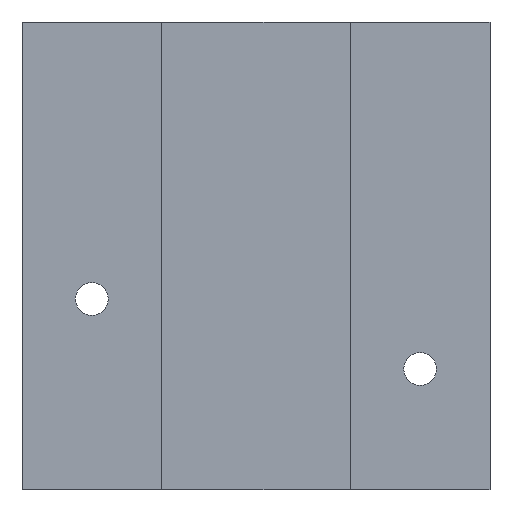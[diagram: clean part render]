
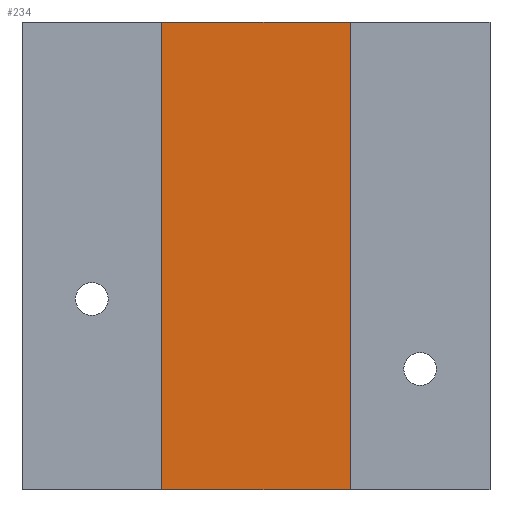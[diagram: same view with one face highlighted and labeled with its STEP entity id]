
A CAD part, left-side view. The second image highlights one B-rep face of the part: STEP entity #234.
In plain terms, the highlighted planar face has unit normal (-1, 0, 0).
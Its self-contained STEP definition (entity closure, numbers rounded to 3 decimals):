
#34=FACE_OUTER_BOUND('',#50,.T.);
#50=EDGE_LOOP('',(#203,#204,#205,#206));
#55=LINE('',#335,#81);
#69=LINE('',#367,#95);
#77=LINE('',#386,#103);
#78=LINE('',#387,#104);
#81=VECTOR('',#273,10.);
#95=VECTOR('',#295,10.);
#103=VECTOR('',#321,10.);
#104=VECTOR('',#322,10.);
#107=VERTEX_POINT('',#332);
#108=VERTEX_POINT('',#334);
#121=VERTEX_POINT('',#364);
#122=VERTEX_POINT('',#366);
#127=EDGE_CURVE('',#108,#107,#55,.T.);
#143=EDGE_CURVE('',#122,#121,#69,.T.);
#153=EDGE_CURVE('',#121,#108,#77,.T.);
#154=EDGE_CURVE('',#107,#122,#78,.T.);
#203=ORIENTED_EDGE('',*,*,#143,.T.);
#204=ORIENTED_EDGE('',*,*,#153,.T.);
#205=ORIENTED_EDGE('',*,*,#127,.T.);
#206=ORIENTED_EDGE('',*,*,#154,.T.);
#222=PLANE('',#264);
#234=ADVANCED_FACE('',(#34),#222,.T.);
#264=AXIS2_PLACEMENT_3D('',#385,#319,#320);
#273=DIRECTION('',(0.,1.,0.));
#295=DIRECTION('',(0.,-1.,0.));
#319=DIRECTION('center_axis',(-1.,0.,0.));
#320=DIRECTION('ref_axis',(0.,-1.,0.));
#321=DIRECTION('',(0.,0.,1.));
#322=DIRECTION('',(0.,0.,-1.));
#332=CARTESIAN_POINT('',(70.,-27.995,111.2));
#334=CARTESIAN_POINT('',(70.,-45.295,111.2));
#335=CARTESIAN_POINT('',(70.,-42.997,111.2));
#364=CARTESIAN_POINT('',(70.,-45.295,68.3));
#366=CARTESIAN_POINT('',(70.,-27.995,68.3));
#367=CARTESIAN_POINT('',(70.,-21.545,68.3));
#385=CARTESIAN_POINT('Origin',(70.,-27.895,111.2));
#386=CARTESIAN_POINT('',(70.,-45.295,111.2));
#387=CARTESIAN_POINT('',(70.,-27.995,111.2));
